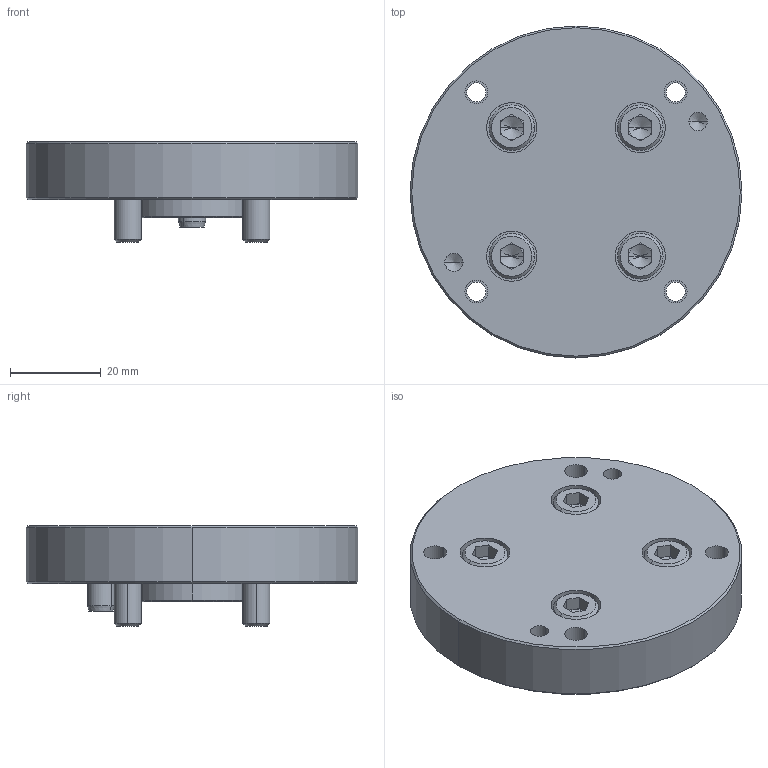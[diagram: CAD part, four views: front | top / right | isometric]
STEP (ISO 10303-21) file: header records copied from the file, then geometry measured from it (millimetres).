
FILE_DESCRIPTION (( 'STEP AP214' ), '1' );
FILE_NAME ('W30002761.STEP', '2024-05-22T13:19:56', ( '' ), ( '' ), 'SwSTEP 2.0', 'SolidWorks 2023', '' );
FILE_SCHEMA (( 'AUTOMOTIVE_DESIGN' ));
Length unit declared in the file: inch
Products named in the file (4): socket head cap screw_am_B18.3.1M - 6 x 1.0 x 16 Hex SHCS -- 16NHX; parallel pin unhardened_iso_ISO 2338 - 6 m6 x 16 - St; W30002761; M30007639
Assembly tree (6 placements, depth 2):
  W30002761
    socket head cap screw_am_B18.3.1M - 6 x 1.0 x 16 Hex SHCS -- 16NHX  x4
    parallel pin unhardened_iso_ISO 2338 - 6 m6 x 16 - St
    M30007639
Bounding box: 73 x 73 x 22 mm (x, y, z)
Volume: 54311.2 mm3; surface area: 16699.2 mm2
Topology: 6 solids, 6 shells, 181 faces, 396 edges, 233 vertices
Faces by surface type: plane 73, cylinder 60, cone 40, torus 8
Entity records: 2921 total; most frequent: DIRECTION 552, CARTESIAN_POINT 457, ORIENTED_EDGE 428, AXIS2_PLACEMENT_3D 229, EDGE_CURVE 214, VERTEX_POINT 134, EDGE_LOOP 130, CIRCLE 120
